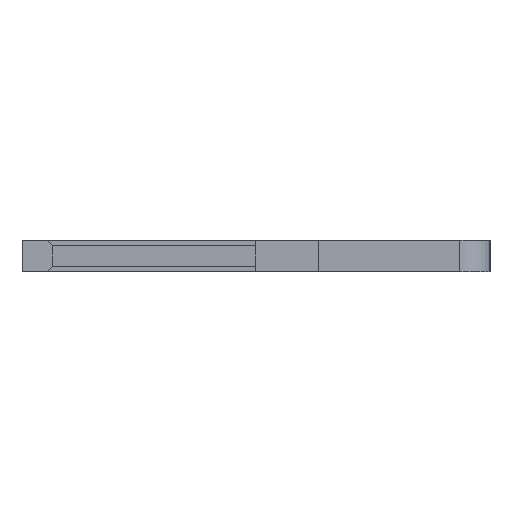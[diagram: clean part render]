
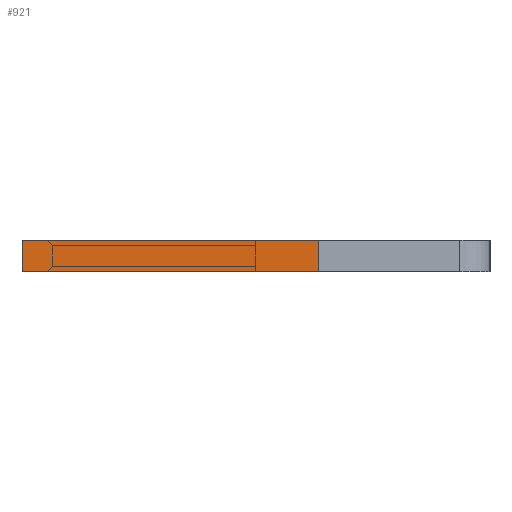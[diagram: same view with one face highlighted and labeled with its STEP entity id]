
A CAD part, left-side view. The second image highlights one B-rep face of the part: STEP entity #921.
In plain terms, the highlighted face is planar.
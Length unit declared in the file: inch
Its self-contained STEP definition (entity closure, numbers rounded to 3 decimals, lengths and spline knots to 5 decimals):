
#37 = VERTEX_POINT ( 'NONE', #566 ) ;
#94 = LINE ( 'NONE', #138, #2891 ) ;
#138 = CARTESIAN_POINT ( 'NONE',  ( 0.01, -0.04, -0.04 ) ) ;
#437 = PLANE ( 'NONE',  #3210 ) ;
#464 = ORIENTED_EDGE ( 'NONE', *, *, #2335, .T. ) ;
#566 = CARTESIAN_POINT ( 'NONE',  ( -0.01, 0.15, -0.04 ) ) ;
#638 = CARTESIAN_POINT ( 'NONE',  ( 0.01, 0.15, -0.04 ) ) ;
#714 = DIRECTION ( 'NONE',  ( 0., 0., 1. ) ) ;
#910 = DIRECTION ( 'NONE',  ( 0., 1., 0. ) ) ;
#921 = ADVANCED_FACE ( 'NONE', ( #2202 ), #437, .F. ) ;
#938 = DIRECTION ( 'NONE',  ( -1., 0., 0. ) ) ;
#1118 = LINE ( 'NONE', #638, #3402 ) ;
#1122 = CARTESIAN_POINT ( 'NONE',  ( 0.01, -0.04, -0.04 ) ) ;
#1156 = CARTESIAN_POINT ( 'NONE',  ( 0.01, 0.15, -0.04 ) ) ;
#1241 = LINE ( 'NONE', #2162, #3150 ) ;
#1778 = VERTEX_POINT ( 'NONE', #1798 ) ;
#1784 = VERTEX_POINT ( 'NONE', #1156 ) ;
#1798 = CARTESIAN_POINT ( 'NONE',  ( -0.01, -0.04, -0.04 ) ) ;
#1838 = VERTEX_POINT ( 'NONE', #1122 ) ;
#1856 = DIRECTION ( 'NONE',  ( -1., 0., 0. ) ) ;
#1869 = CARTESIAN_POINT ( 'NONE',  ( -0.01, 0.15, -0.04 ) ) ;
#2090 = ORIENTED_EDGE ( 'NONE', *, *, #3061, .F. ) ;
#2162 = CARTESIAN_POINT ( 'NONE',  ( 0.01, 0.15, -0.04 ) ) ;
#2202 = FACE_OUTER_BOUND ( 'NONE', #4037, .T. ) ;
#2335 = EDGE_CURVE ( 'NONE', #1838, #1778, #94, .T. ) ;
#2365 = DIRECTION ( 'NONE',  ( 1., 0., 0. ) ) ;
#2681 = VECTOR ( 'NONE', #2832, 39.37008 ) ;
#2797 = EDGE_CURVE ( 'NONE', #1778, #37, #3084, .T. ) ;
#2832 = DIRECTION ( 'NONE',  ( 0., 1., 0. ) ) ;
#2852 = EDGE_CURVE ( 'NONE', #1838, #1784, #1241, .T. ) ;
#2891 = VECTOR ( 'NONE', #1856, 39.37008 ) ;
#3061 = EDGE_CURVE ( 'NONE', #1784, #37, #1118, .T. ) ;
#3084 = LINE ( 'NONE', #1869, #2681 ) ;
#3150 = VECTOR ( 'NONE', #910, 39.37008 ) ;
#3210 = AXIS2_PLACEMENT_3D ( 'NONE', #3965, #714, #2365 ) ;
#3402 = VECTOR ( 'NONE', #938, 39.37008 ) ;
#3834 = ORIENTED_EDGE ( 'NONE', *, *, #2797, .T. ) ;
#3883 = ORIENTED_EDGE ( 'NONE', *, *, #2852, .F. ) ;
#3965 = CARTESIAN_POINT ( 'NONE',  ( 0.01, 0.15, -0.04 ) ) ;
#4037 = EDGE_LOOP ( 'NONE', ( #3834, #2090, #3883, #464 ) ) ;
